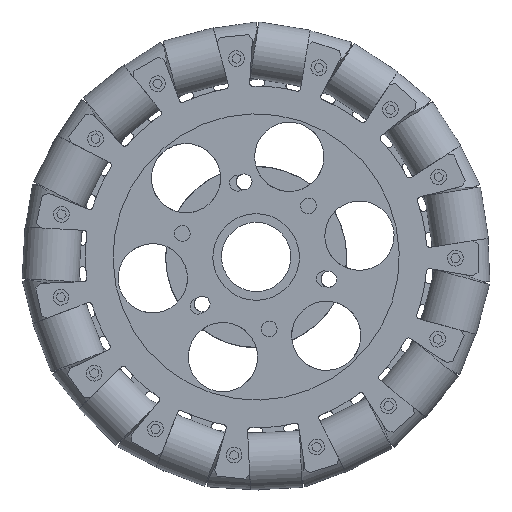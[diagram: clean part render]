
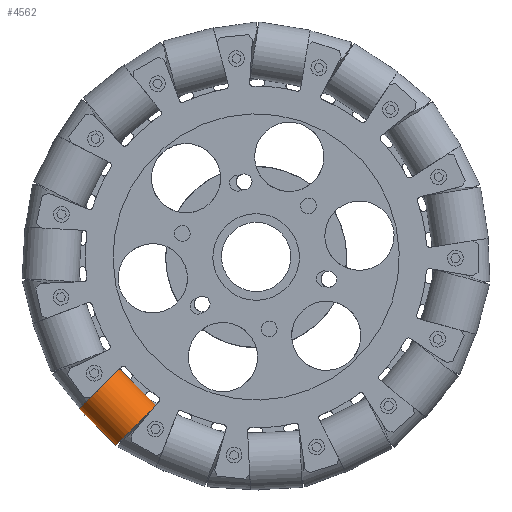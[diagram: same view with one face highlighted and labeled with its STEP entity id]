
A CAD part, front view. The second image highlights one B-rep face of the part: STEP entity #4562.
In plain terms, the highlighted cylindrical face has radius 9 mm (diameter 18 mm), a partial arc.
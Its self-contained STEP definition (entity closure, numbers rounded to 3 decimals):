
#605 = AXIS2_PLACEMENT_3D ( 'NONE', #20037, #14048, #7908 ) ;
#1589 = DIRECTION ( 'NONE',  ( -0.705, 0., 0.709 ) ) ;
#2000 = CARTESIAN_POINT ( 'NONE',  ( -43.089, -15.5, -31.1 ) ) ;
#2589 = VERTEX_POINT ( 'NONE', #11362 ) ;
#3092 = CARTESIAN_POINT ( 'NONE',  ( -43.089, -17.089, -31.1 ) ) ;
#3196 = EDGE_CURVE ( 'NONE', #15469, #2589, #24749, .T. ) ;
#3432 = CYLINDRICAL_SURFACE ( 'NONE', #605, 9. ) ;
#3676 = ORIENTED_EDGE ( 'NONE', *, *, #3196, .T. ) ;
#4153 = VECTOR ( 'NONE', #11525, 1000. ) ;
#4562 = ADVANCED_FACE ( 'NONE', ( #23474 ), #3432, .T. ) ;
#4796 = DIRECTION ( 'NONE',  ( 0.705, 0., -0.709 ) ) ;
#4892 = CARTESIAN_POINT ( 'NONE',  ( -37.898, -15.5, -49.091 ) ) ;
#5119 = CARTESIAN_POINT ( 'NONE',  ( -44.282, -15.5, -55.435 ) ) ;
#6289 = VECTOR ( 'NONE', #1589, 1000. ) ;
#6966 = EDGE_CURVE ( 'NONE', #15469, #11017, #7936, .T. ) ;
#7908 = DIRECTION ( 'NONE',  ( 0.709, 0., 0.705 ) ) ;
#7936 = LINE ( 'NONE', #17451, #4153 ) ;
#8027 = ORIENTED_EDGE ( 'NONE', *, *, #17775, .T. ) ;
#8828 = VERTEX_POINT ( 'NONE', #5119 ) ;
#9139 = EDGE_LOOP ( 'NONE', ( #14323, #11797, #14208, #16204, #3676, #8027 ) ) ;
#9460 = LINE ( 'NONE', #25647, #6289 ) ;
#11017 = VERTEX_POINT ( 'NONE', #24844 ) ;
#11362 = CARTESIAN_POINT ( 'NONE',  ( -43.943, -20., -31.952 ) ) ;
#11525 = DIRECTION ( 'NONE',  ( 0.705, 0., -0.709 ) ) ;
#11797 = ORIENTED_EDGE ( 'NONE', *, *, #17537, .T. ) ;
#12387 = CIRCLE ( 'NONE', #17321, 9. ) ;
#12774 = DIRECTION ( 'NONE',  ( 0.709, 0., 0.705 ) ) ;
#12996 = CARTESIAN_POINT ( 'NONE',  ( -43.655, -15.5, -56.066 ) ) ;
#13314 = CARTESIAN_POINT ( 'NONE',  ( -43.945, -20., -31.95 ) ) ;
#14048 = DIRECTION ( 'NONE',  ( 0.705, 0., -0.709 ) ) ;
#14208 = ORIENTED_EDGE ( 'NONE', *, *, #20099, .F. ) ;
#14323 = ORIENTED_EDGE ( 'NONE', *, *, #24596, .T. ) ;
#14458 = LINE ( 'NONE', #12996, #22281 ) ;
#14804 = CARTESIAN_POINT ( 'NONE',  ( -43.089, -15.5, -31.1 ) ) ;
#14910 = CIRCLE ( 'NONE', #16337, 9. ) ;
#14928 = DIRECTION ( 'NONE',  ( 0.709, 0., 0.705 ) ) ;
#15469 = VERTEX_POINT ( 'NONE', #2000 ) ;
#16204 = ORIENTED_EDGE ( 'NONE', *, *, #6966, .F. ) ;
#16337 = AXIS2_PLACEMENT_3D ( 'NONE', #16654, #20938, #14928 ) ;
#16654 = CARTESIAN_POINT ( 'NONE',  ( -49.473, -15.5, -37.444 ) ) ;
#17321 = AXIS2_PLACEMENT_3D ( 'NONE', #4892, #4796, #12774 ) ;
#17451 = CARTESIAN_POINT ( 'NONE',  ( -30.887, -15.5, -43.378 ) ) ;
#17537 = EDGE_CURVE ( 'NONE', #18046, #8828, #14458, .T. ) ;
#17775 = EDGE_CURVE ( 'NONE', #2589, #19216, #9460, .T. ) ;
#18046 = VERTEX_POINT ( 'NONE', #18731 ) ;
#18731 = CARTESIAN_POINT ( 'NONE',  ( -55.857, -15.5, -43.788 ) ) ;
#19078 = CARTESIAN_POINT ( 'NONE',  ( -43.38, -18.624, -31.39 ) ) ;
#19216 = VERTEX_POINT ( 'NONE', #13314 ) ;
#20037 = CARTESIAN_POINT ( 'NONE',  ( -37.271, -15.5, -49.722 ) ) ;
#20099 = EDGE_CURVE ( 'NONE', #11017, #8828, #12387, .T. ) ;
#20938 = DIRECTION ( 'NONE',  ( 0.705, 0., -0.709 ) ) ;
#22281 = VECTOR ( 'NONE', #22939, 1000. ) ;
#22773 = CARTESIAN_POINT ( 'NONE',  ( -43.943, -20., -31.952 ) ) ;
#22939 = DIRECTION ( 'NONE',  ( 0.705, 0., -0.709 ) ) ;
#23474 = FACE_OUTER_BOUND ( 'NONE', #9139, .T. ) ;
#24596 = EDGE_CURVE ( 'NONE', #19216, #18046, #14910, .T. ) ;
#24749 =( BOUNDED_CURVE ( )  B_SPLINE_CURVE ( 3, ( #14804, #3092, #19078, #22773 ),
 .UNSPECIFIED., .F., .F. ) 
 B_SPLINE_CURVE_WITH_KNOTS ( ( 4, 4 ),
 ( 3.142, 3.665 ),
 .UNSPECIFIED. ) 
 CURVE ( )  GEOMETRIC_REPRESENTATION_ITEM ( )  RATIONAL_B_SPLINE_CURVE ( ( 1., 0.977, 0.977, 1. ) ) 
 REPRESENTATION_ITEM ( '' )  );
#24844 = CARTESIAN_POINT ( 'NONE',  ( -31.514, -15.5, -42.747 ) ) ;
#25647 = CARTESIAN_POINT ( 'NONE',  ( -31.743, -20., -44.228 ) ) ;
